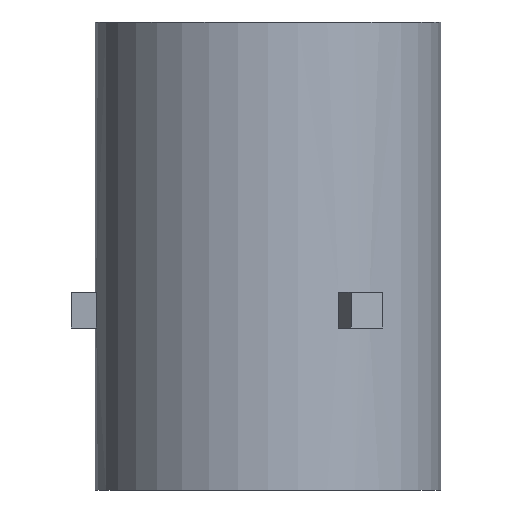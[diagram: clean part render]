
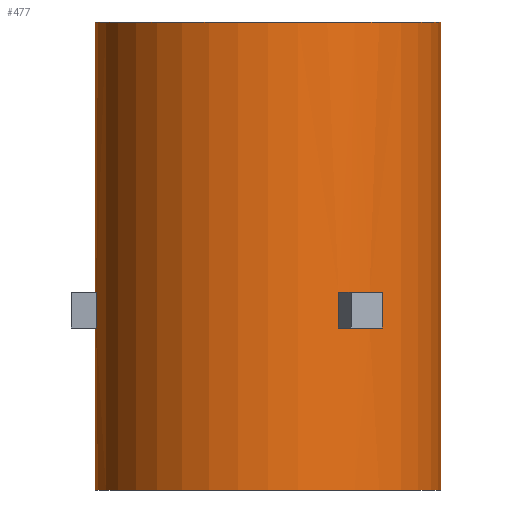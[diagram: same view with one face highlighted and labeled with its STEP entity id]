
A CAD part, front view. The second image highlights one B-rep face of the part: STEP entity #477.
In plain terms, the highlighted cylindrical face has radius 4.8 mm (diameter 9.6 mm), a full revolution.
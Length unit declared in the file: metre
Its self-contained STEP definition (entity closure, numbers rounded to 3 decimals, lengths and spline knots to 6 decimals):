
#18=CIRCLE('',#524,0.0048);
#19=CIRCLE('',#525,0.0048);
#20=CIRCLE('',#526,0.0048);
#21=CIRCLE('',#527,0.0048);
#22=CIRCLE('',#528,0.0048);
#23=CIRCLE('',#529,0.0048);
#24=CIRCLE('',#530,0.0048);
#25=CIRCLE('',#531,0.0048);
#29=CYLINDRICAL_SURFACE('',#523,0.0048);
#66=ORIENTED_EDGE('',*,*,#187,.F.);
#67=ORIENTED_EDGE('',*,*,#188,.T.);
#68=ORIENTED_EDGE('',*,*,#189,.T.);
#69=ORIENTED_EDGE('',*,*,#190,.T.);
#70=ORIENTED_EDGE('',*,*,#191,.F.);
#71=ORIENTED_EDGE('',*,*,#192,.T.);
#72=ORIENTED_EDGE('',*,*,#193,.T.);
#73=ORIENTED_EDGE('',*,*,#194,.T.);
#74=ORIENTED_EDGE('',*,*,#195,.F.);
#75=ORIENTED_EDGE('',*,*,#196,.T.);
#76=ORIENTED_EDGE('',*,*,#197,.T.);
#77=ORIENTED_EDGE('',*,*,#198,.T.);
#78=ORIENTED_EDGE('',*,*,#199,.T.);
#79=ORIENTED_EDGE('',*,*,#200,.F.);
#187=EDGE_CURVE('',#243,#244,#18,.F.);
#188=EDGE_CURVE('',#243,#245,#290,.T.);
#189=EDGE_CURVE('',#245,#246,#19,.F.);
#190=EDGE_CURVE('',#246,#244,#291,.F.);
#191=EDGE_CURVE('',#247,#248,#20,.F.);
#192=EDGE_CURVE('',#247,#249,#292,.T.);
#193=EDGE_CURVE('',#249,#250,#21,.F.);
#194=EDGE_CURVE('',#250,#248,#293,.F.);
#195=EDGE_CURVE('',#251,#252,#22,.F.);
#196=EDGE_CURVE('',#251,#253,#294,.T.);
#197=EDGE_CURVE('',#253,#254,#23,.F.);
#198=EDGE_CURVE('',#254,#252,#295,.F.);
#199=EDGE_CURVE('',#255,#255,#24,.T.);
#200=EDGE_CURVE('',#256,#256,#25,.T.);
#243=VERTEX_POINT('',#741);
#244=VERTEX_POINT('',#742);
#245=VERTEX_POINT('',#744);
#246=VERTEX_POINT('',#746);
#247=VERTEX_POINT('',#749);
#248=VERTEX_POINT('',#750);
#249=VERTEX_POINT('',#752);
#250=VERTEX_POINT('',#754);
#251=VERTEX_POINT('',#757);
#252=VERTEX_POINT('',#758);
#253=VERTEX_POINT('',#760);
#254=VERTEX_POINT('',#762);
#255=VERTEX_POINT('',#765);
#256=VERTEX_POINT('',#767);
#290=LINE('',#743,#341);
#291=LINE('',#747,#342);
#292=LINE('',#751,#343);
#293=LINE('',#755,#344);
#294=LINE('',#759,#345);
#295=LINE('',#763,#346);
#341=VECTOR('',#606,1.);
#342=VECTOR('',#609,1.);
#343=VECTOR('',#612,1.);
#344=VECTOR('',#615,1.);
#345=VECTOR('',#618,1.);
#346=VECTOR('',#621,1.);
#380=EDGE_LOOP('',(#66,#67,#68,#69));
#381=EDGE_LOOP('',(#70,#71,#72,#73));
#382=EDGE_LOOP('',(#74,#75,#76,#77));
#383=EDGE_LOOP('',(#78));
#384=EDGE_LOOP('',(#79));
#417=FACE_BOUND('',#380,.T.);
#418=FACE_BOUND('',#381,.T.);
#419=FACE_BOUND('',#382,.T.);
#420=FACE_BOUND('',#383,.T.);
#421=FACE_BOUND('',#384,.T.);
#477=ADVANCED_FACE('',(#417,#418,#419,#420,#421),#29,.T.);
#523=AXIS2_PLACEMENT_3D('',#739,#602,#603);
#524=AXIS2_PLACEMENT_3D('',#740,#604,#605);
#525=AXIS2_PLACEMENT_3D('',#745,#607,#608);
#526=AXIS2_PLACEMENT_3D('',#748,#610,#611);
#527=AXIS2_PLACEMENT_3D('',#753,#613,#614);
#528=AXIS2_PLACEMENT_3D('',#756,#616,#617);
#529=AXIS2_PLACEMENT_3D('',#761,#619,#620);
#530=AXIS2_PLACEMENT_3D('',#764,#622,#623);
#531=AXIS2_PLACEMENT_3D('',#766,#624,#625);
#602=DIRECTION('',(0.,0.,-1.));
#603=DIRECTION('',(-1.,0.,0.));
#604=DIRECTION('',(0.,0.,1.));
#605=DIRECTION('',(1.,0.,0.));
#606=DIRECTION('',(0.,0.,-1.));
#607=DIRECTION('',(0.,0.,1.));
#608=DIRECTION('',(1.,0.,0.));
#609=DIRECTION('',(0.,0.,-1.));
#610=DIRECTION('',(0.,0.,1.));
#611=DIRECTION('',(1.,0.,0.));
#612=DIRECTION('',(0.,0.,-1.));
#613=DIRECTION('',(0.,0.,1.));
#614=DIRECTION('',(1.,0.,0.));
#615=DIRECTION('',(0.,0.,-1.));
#616=DIRECTION('',(0.,0.,1.));
#617=DIRECTION('',(1.,0.,0.));
#618=DIRECTION('',(0.,0.,-1.));
#619=DIRECTION('',(0.,0.,1.));
#620=DIRECTION('',(1.,0.,0.));
#621=DIRECTION('',(0.,0.,-1.));
#622=DIRECTION('',(0.,0.,-1.));
#623=DIRECTION('',(-1.,0.,0.));
#624=DIRECTION('',(0.,0.,-1.));
#625=DIRECTION('',(-1.,0.,0.));
#739=CARTESIAN_POINT('',(0.,0.,0.0014));
#740=CARTESIAN_POINT('',(0.,0.,-0.0061));
#741=CARTESIAN_POINT('',(0.00282,-0.003884,-0.0061));
#742=CARTESIAN_POINT('',(0.001954,-0.004384,-0.0061));
#743=CARTESIAN_POINT('',(0.00282,-0.003884,0.0014));
#744=CARTESIAN_POINT('',(0.00282,-0.003884,-0.0071));
#745=CARTESIAN_POINT('',(0.,0.,-0.0071));
#746=CARTESIAN_POINT('',(0.001954,-0.004384,-0.0071));
#747=CARTESIAN_POINT('',(0.001954,-0.004384,0.0014));
#748=CARTESIAN_POINT('',(0.,0.,-0.0061));
#749=CARTESIAN_POINT('',(-0.004774,-0.0005,-0.0061));
#750=CARTESIAN_POINT('',(-0.004774,0.0005,-0.0061));
#751=CARTESIAN_POINT('',(-0.004774,-0.0005,0.0014));
#752=CARTESIAN_POINT('',(-0.004774,-0.0005,-0.0071));
#753=CARTESIAN_POINT('',(0.,0.,-0.0071));
#754=CARTESIAN_POINT('',(-0.004774,0.0005,-0.0071));
#755=CARTESIAN_POINT('',(-0.004774,0.0005,0.0014));
#756=CARTESIAN_POINT('',(0.,0.,-0.0061));
#757=CARTESIAN_POINT('',(0.001954,0.004384,-0.0061));
#758=CARTESIAN_POINT('',(0.00282,0.003884,-0.0061));
#759=CARTESIAN_POINT('',(0.001954,0.004384,0.0014));
#760=CARTESIAN_POINT('',(0.001954,0.004384,-0.0071));
#761=CARTESIAN_POINT('',(0.,0.,-0.0071));
#762=CARTESIAN_POINT('',(0.00282,0.003884,-0.0071));
#763=CARTESIAN_POINT('',(0.00282,0.003884,0.0014));
#764=CARTESIAN_POINT('',(0.,0.,0.0014));
#765=CARTESIAN_POINT('',(-0.0048,0.,0.0014));
#766=CARTESIAN_POINT('',(0.,0.,-0.0116));
#767=CARTESIAN_POINT('',(-0.0048,0.,-0.0116));
